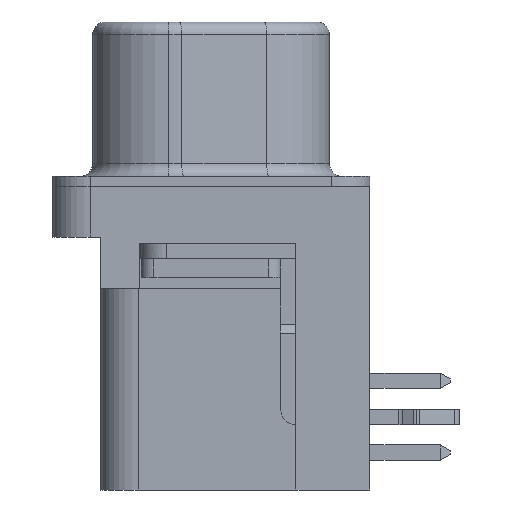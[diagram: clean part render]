
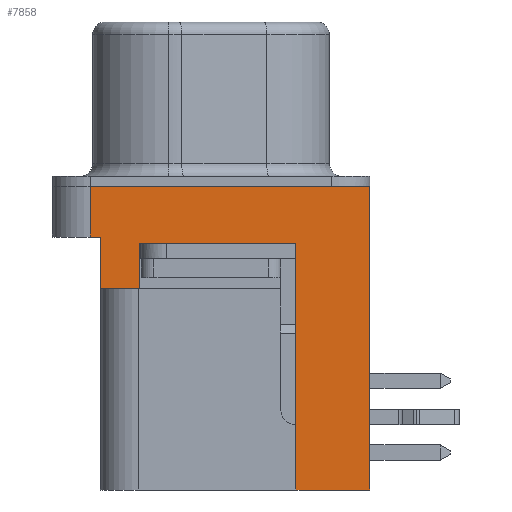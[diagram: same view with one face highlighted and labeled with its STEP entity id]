
A CAD part, left-side view. The second image highlights one B-rep face of the part: STEP entity #7858.
In plain terms, the highlighted planar face has unit normal (-1, 0, 0).
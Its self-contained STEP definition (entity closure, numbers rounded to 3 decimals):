
#88 = CARTESIAN_POINT ( 'NONE',  ( -15.404, 4.775, 0. ) ) ;
#623 = PLANE ( 'NONE',  #11004 ) ;
#686 = DIRECTION ( 'NONE',  ( 0., 0., 1. ) ) ;
#687 = DIRECTION ( 'NONE',  ( -1., 0., 0. ) ) ;
#688 = CARTESIAN_POINT ( 'NONE',  ( -15.404, 4.775, -12. ) ) ;
#1231 = FACE_OUTER_BOUND ( 'NONE', #4011, .T. ) ;
#2554 = LINE ( 'NONE', #5789, #2557 ) ;
#2557 = VECTOR ( 'NONE', #5746, 1000. ) ;
#2566 = LINE ( 'NONE', #5813, #2568 ) ;
#2568 = VECTOR ( 'NONE', #5774, 1000. ) ;
#2572 = LINE ( 'NONE', #5496, #2577 ) ;
#2577 = VECTOR ( 'NONE', #5717, 1000. ) ;
#2580 = LINE ( 'NONE', #5706, #2583 ) ;
#2583 = VECTOR ( 'NONE', #5728, 1000. ) ;
#2778 = LINE ( 'NONE', #10182, #2781 ) ;
#2781 = VECTOR ( 'NONE', #10181, 1000. ) ;
#2788 = LINE ( 'NONE', #10168, #2792 ) ;
#2792 = VECTOR ( 'NONE', #10164, 1000. ) ;
#3677 = VERTEX_POINT ( 'NONE', #4434 ) ;
#3750 = VERTEX_POINT ( 'NONE', #4503 ) ;
#3762 = VERTEX_POINT ( 'NONE', #4510 ) ;
#3792 = VERTEX_POINT ( 'NONE', #4466 ) ;
#3841 = VERTEX_POINT ( 'NONE', #9831 ) ;
#3844 = VERTEX_POINT ( 'NONE', #9828 ) ;
#3893 = VERTEX_POINT ( 'NONE', #9753 ) ;
#3978 = VERTEX_POINT ( 'NONE', #9497 ) ;
#3991 = VERTEX_POINT ( 'NONE', #9431 ) ;
#4011 = EDGE_LOOP ( 'NONE', ( #8471, #8565, #8505, #8499, #8571, #8534, #8455, #8516, #10087, #10051, #9982 ) ) ;
#4320 = DIRECTION ( 'NONE',  ( 0., 1., 0. ) ) ;
#4325 = CARTESIAN_POINT ( 'NONE',  ( -15.404, 0., -2.25 ) ) ;
#4331 = DIRECTION ( 'NONE',  ( 0., 0., -1. ) ) ;
#4357 = CARTESIAN_POINT ( 'NONE',  ( -15.404, 4.374, -2. ) ) ;
#4434 = CARTESIAN_POINT ( 'NONE',  ( -15.404, 4.374, -4.05 ) ) ;
#4466 = CARTESIAN_POINT ( 'NONE',  ( -15.404, 2.824, -2.25 ) ) ;
#4503 = CARTESIAN_POINT ( 'NONE',  ( -15.404, -3.356, -2.25 ) ) ;
#4510 = CARTESIAN_POINT ( 'NONE',  ( -15.404, -6.276, 0. ) ) ;
#4610 = EDGE_CURVE ( 'NONE', #3841, #3762, #2554, .T. ) ;
#4617 = EDGE_CURVE ( 'NONE', #7587, #3677, #2566, .T. ) ;
#4622 = EDGE_CURVE ( 'NONE', #10209, #3991, #2572, .T. ) ;
#4625 = EDGE_CURVE ( 'NONE', #3792, #7587, #2580, .T. ) ;
#4742 = EDGE_CURVE ( 'NONE', #3978, #3841, #2778, .T. ) ;
#4749 = EDGE_CURVE ( 'NONE', #3750, #3978, #2788, .T. ) ;
#4882 = EDGE_CURVE ( 'NONE', #3991, #3762, #6264, .T. ) ;
#4892 = EDGE_CURVE ( 'NONE', #3844, #10209, #6303, .T. ) ;
#5027 = EDGE_CURVE ( 'NONE', #3893, #3844, #6615, .T. ) ;
#5140 = EDGE_CURVE ( 'NONE', #3893, #3677, #6863, .T. ) ;
#5146 = EDGE_CURVE ( 'NONE', #3750, #3792, #6877, .T. ) ;
#5496 = CARTESIAN_POINT ( 'NONE',  ( -15.404, 4.775, 0. ) ) ;
#5706 = CARTESIAN_POINT ( 'NONE',  ( -15.404, 2.824, -2.25 ) ) ;
#5717 = DIRECTION ( 'NONE',  ( 0., -1., 0. ) ) ;
#5728 = DIRECTION ( 'NONE',  ( 0., 0., -1. ) ) ;
#5746 = DIRECTION ( 'NONE',  ( 0., 0., 1. ) ) ;
#5774 = DIRECTION ( 'NONE',  ( 0., 1., 0. ) ) ;
#5789 = CARTESIAN_POINT ( 'NONE',  ( -15.404, -6.276, -12. ) ) ;
#5813 = CARTESIAN_POINT ( 'NONE',  ( -15.404, 4.775, -4.05 ) ) ;
#5961 = DIRECTION ( 'NONE',  ( 0., 0., 1. ) ) ;
#5968 = CARTESIAN_POINT ( 'NONE',  ( -15.404, 4.775, -12. ) ) ;
#6029 = DIRECTION ( 'NONE',  ( 0., -1., 0. ) ) ;
#6036 = CARTESIAN_POINT ( 'NONE',  ( -15.404, 4.775, 0. ) ) ;
#6101 = DIRECTION ( 'NONE',  ( 0., 1., 0. ) ) ;
#6104 = CARTESIAN_POINT ( 'NONE',  ( -15.404, 0., -2. ) ) ;
#6264 = LINE ( 'NONE', #6036, #6270 ) ;
#6270 = VECTOR ( 'NONE', #6029, 1000. ) ;
#6303 = LINE ( 'NONE', #5968, #6307 ) ;
#6307 = VECTOR ( 'NONE', #5961, 1000. ) ;
#6615 = LINE ( 'NONE', #6104, #6620 ) ;
#6620 = VECTOR ( 'NONE', #6101, 1000. ) ;
#6863 = LINE ( 'NONE', #4357, #6867 ) ;
#6867 = VECTOR ( 'NONE', #4331, 1000. ) ;
#6877 = LINE ( 'NONE', #4325, #6879 ) ;
#6879 = VECTOR ( 'NONE', #4320, 1000. ) ;
#7587 = VERTEX_POINT ( 'NONE', #7972 ) ;
#7858 = ADVANCED_FACE ( 'NONE', ( #1231 ), #623, .T. ) ;
#7972 = CARTESIAN_POINT ( 'NONE',  ( -15.404, 2.824, -4.05 ) ) ;
#8455 = ORIENTED_EDGE ( 'NONE', *, *, #4622, .F. ) ;
#8471 = ORIENTED_EDGE ( 'NONE', *, *, #4625, .F. ) ;
#8499 = ORIENTED_EDGE ( 'NONE', *, *, #4742, .T. ) ;
#8505 = ORIENTED_EDGE ( 'NONE', *, *, #4749, .T. ) ;
#8516 = ORIENTED_EDGE ( 'NONE', *, *, #4892, .F. ) ;
#8534 = ORIENTED_EDGE ( 'NONE', *, *, #4882, .F. ) ;
#8565 = ORIENTED_EDGE ( 'NONE', *, *, #5146, .F. ) ;
#8571 = ORIENTED_EDGE ( 'NONE', *, *, #4610, .T. ) ;
#9431 = CARTESIAN_POINT ( 'NONE',  ( -15.404, -4.83, 0. ) ) ;
#9497 = CARTESIAN_POINT ( 'NONE',  ( -15.404, -3.356, -12. ) ) ;
#9753 = CARTESIAN_POINT ( 'NONE',  ( -15.404, 4.374, -2. ) ) ;
#9828 = CARTESIAN_POINT ( 'NONE',  ( -15.404, 4.775, -2. ) ) ;
#9831 = CARTESIAN_POINT ( 'NONE',  ( -15.404, -6.276, -12. ) ) ;
#9982 = ORIENTED_EDGE ( 'NONE', *, *, #4617, .F. ) ;
#10051 = ORIENTED_EDGE ( 'NONE', *, *, #5140, .T. ) ;
#10087 = ORIENTED_EDGE ( 'NONE', *, *, #5027, .F. ) ;
#10164 = DIRECTION ( 'NONE',  ( 0., 0., -1. ) ) ;
#10168 = CARTESIAN_POINT ( 'NONE',  ( -15.404, -3.356, -4.05 ) ) ;
#10181 = DIRECTION ( 'NONE',  ( 0., -1., 0. ) ) ;
#10182 = CARTESIAN_POINT ( 'NONE',  ( -15.404, 4.775, -12. ) ) ;
#10209 = VERTEX_POINT ( 'NONE', #88 ) ;
#11004 = AXIS2_PLACEMENT_3D ( 'NONE', #688, #687, #686 ) ;
